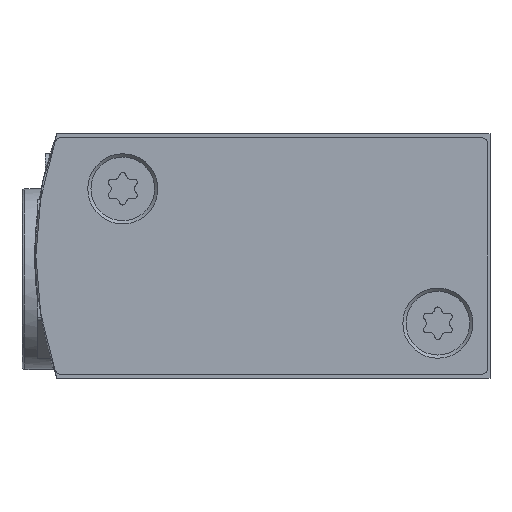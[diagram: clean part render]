
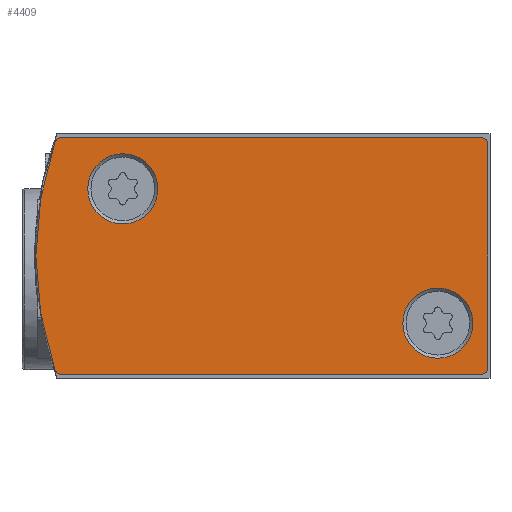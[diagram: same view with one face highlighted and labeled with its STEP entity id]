
A CAD part, left-side view. The second image highlights one B-rep face of the part: STEP entity #4409.
In plain terms, the highlighted planar face has unit normal (-1, 0, 0).
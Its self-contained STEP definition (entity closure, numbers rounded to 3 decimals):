
#523=LINE('',#7423,#909);
#528=LINE('',#7438,#914);
#532=LINE('',#7450,#918);
#909=VECTOR('',#6020,1000.);
#914=VECTOR('',#6033,1000.);
#918=VECTOR('',#6045,1000.);
#1993=ORIENTED_EDGE('',*,*,#2709,.T.);
#1994=ORIENTED_EDGE('',*,*,#2710,.T.);
#1995=ORIENTED_EDGE('',*,*,#2687,.F.);
#1996=ORIENTED_EDGE('',*,*,#2705,.F.);
#1997=ORIENTED_EDGE('',*,*,#2683,.F.);
#1998=ORIENTED_EDGE('',*,*,#2703,.F.);
#1999=ORIENTED_EDGE('',*,*,#2700,.F.);
#2000=ORIENTED_EDGE('',*,*,#2697,.F.);
#2001=ORIENTED_EDGE('',*,*,#2694,.F.);
#2002=ORIENTED_EDGE('',*,*,#2691,.F.);
#2683=EDGE_CURVE('',#3146,#3147,#3364,.T.);
#2687=EDGE_CURVE('',#3150,#3151,#523,.T.);
#2691=EDGE_CURVE('',#3151,#3154,#3366,.T.);
#2694=EDGE_CURVE('',#3154,#3156,#528,.T.);
#2697=EDGE_CURVE('',#3156,#3158,#3368,.T.);
#2700=EDGE_CURVE('',#3158,#3160,#532,.T.);
#2703=EDGE_CURVE('',#3160,#3146,#3370,.T.);
#2705=EDGE_CURVE('',#3147,#3150,#3372,.T.);
#2709=EDGE_CURVE('',#3164,#3164,#3376,.T.);
#2710=EDGE_CURVE('',#3165,#3165,#3377,.T.);
#3146=VERTEX_POINT('',#7415);
#3147=VERTEX_POINT('',#7416);
#3150=VERTEX_POINT('',#7424);
#3151=VERTEX_POINT('',#7425);
#3154=VERTEX_POINT('',#7433);
#3156=VERTEX_POINT('',#7439);
#3158=VERTEX_POINT('',#7445);
#3160=VERTEX_POINT('',#7451);
#3164=VERTEX_POINT('',#7468);
#3165=VERTEX_POINT('',#7470);
#3364=CIRCLE('',#4849,30.);
#3366=CIRCLE('',#4853,0.5);
#3368=CIRCLE('',#4857,0.5);
#3370=CIRCLE('',#4861,0.5);
#3372=CIRCLE('',#4864,0.5);
#3376=CIRCLE('',#4870,3.025);
#3377=CIRCLE('',#4871,3.025);
#3678=EDGE_LOOP('',(#1993));
#3679=EDGE_LOOP('',(#1994));
#3680=EDGE_LOOP('',(#1995,#1996,#1997,#1998,#1999,#2000,#2001,#2002));
#4004=FACE_BOUND('',#3678,.T.);
#4005=FACE_BOUND('',#3679,.T.);
#4006=FACE_BOUND('',#3680,.T.);
#4189=PLANE('',#4869);
#4409=ADVANCED_FACE('',(#4004,#4005,#4006),#4189,.F.);
#4849=AXIS2_PLACEMENT_3D('',#7414,#6012,#6013);
#4853=AXIS2_PLACEMENT_3D('',#7432,#6026,#6027);
#4857=AXIS2_PLACEMENT_3D('',#7444,#6038,#6039);
#4861=AXIS2_PLACEMENT_3D('',#7456,#6050,#6051);
#4864=AXIS2_PLACEMENT_3D('',#7459,#6056,#6057);
#4869=AXIS2_PLACEMENT_3D('',#7466,#6066,#6067);
#4870=AXIS2_PLACEMENT_3D('',#7467,#6068,#6069);
#4871=AXIS2_PLACEMENT_3D('',#7469,#6070,#6071);
#6012=DIRECTION('',(1.,0.,0.));
#6013=DIRECTION('',(0.,0.,-1.));
#6020=DIRECTION('',(0.,-1.,0.));
#6026=DIRECTION('',(1.,0.,0.));
#6027=DIRECTION('',(0.,0.,-1.));
#6033=DIRECTION('',(0.,0.,-1.));
#6038=DIRECTION('',(1.,0.,0.));
#6039=DIRECTION('',(0.,0.,-1.));
#6045=DIRECTION('',(0.,1.,0.));
#6050=DIRECTION('',(1.,0.,0.));
#6051=DIRECTION('',(0.,0.,-1.));
#6056=DIRECTION('',(1.,0.,0.));
#6057=DIRECTION('',(0.,0.,-1.));
#6066=DIRECTION('',(1.,0.,0.));
#6067=DIRECTION('',(0.,0.,-1.));
#6068=DIRECTION('',(1.,0.,0.));
#6069=DIRECTION('',(0.,0.,-1.));
#6070=DIRECTION('',(1.,0.,0.));
#6071=DIRECTION('',(0.,0.,-1.));
#7414=CARTESIAN_POINT('',(0.,9.2,0.));
#7415=CARTESIAN_POINT('',(0.,37.532,-9.864));
#7416=CARTESIAN_POINT('',(0.,37.532,9.864));
#7423=CARTESIAN_POINT('',(0.,37.06,10.2));
#7424=CARTESIAN_POINT('',(0.,37.06,10.2));
#7425=CARTESIAN_POINT('',(0.,0.7,10.2));
#7432=CARTESIAN_POINT('',(0.,0.7,9.7));
#7433=CARTESIAN_POINT('',(0.,0.2,9.7));
#7438=CARTESIAN_POINT('',(0.,0.2,9.7));
#7439=CARTESIAN_POINT('',(0.,0.2,-9.7));
#7444=CARTESIAN_POINT('',(0.,0.7,-9.7));
#7445=CARTESIAN_POINT('',(0.,0.7,-10.2));
#7450=CARTESIAN_POINT('',(0.,0.7,-10.2));
#7451=CARTESIAN_POINT('',(0.,37.06,-10.2));
#7456=CARTESIAN_POINT('',(0.,37.06,-9.7));
#7459=CARTESIAN_POINT('',(0.,37.06,9.7));
#7466=CARTESIAN_POINT('',(0.,0.7,9.7));
#7467=CARTESIAN_POINT('',(0.,31.7,5.8));
#7468=CARTESIAN_POINT('',(0.,31.7,2.775));
#7469=CARTESIAN_POINT('',(0.,4.5,-5.8));
#7470=CARTESIAN_POINT('',(0.,4.5,-8.825));
